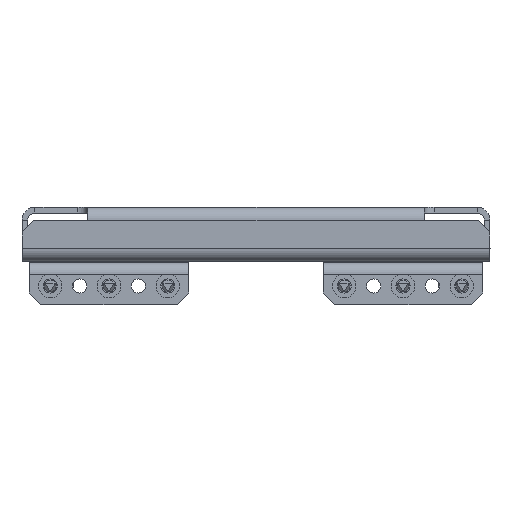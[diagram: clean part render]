
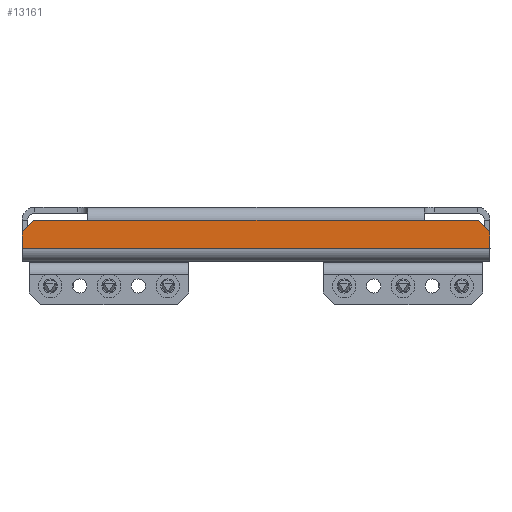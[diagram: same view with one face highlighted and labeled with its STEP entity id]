
A CAD part, left-side view. The second image highlights one B-rep face of the part: STEP entity #13161.
In plain terms, the highlighted planar face has unit normal (-1, 0, 0).
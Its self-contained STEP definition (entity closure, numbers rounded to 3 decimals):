
#17 = CARTESIAN_POINT ( 'NONE',  ( -549.5, 94.5, -3. ) ) ;
#357 = EDGE_CURVE ( 'NONE', #5142, #10126, #12913, .T. ) ;
#450 = ORIENTED_EDGE ( 'NONE', *, *, #8636, .T. ) ;
#590 = DIRECTION ( 'NONE',  ( 1., 0., 0. ) ) ;
#593 = ORIENTED_EDGE ( 'NONE', *, *, #8649, .T. ) ;
#827 = AXIS2_PLACEMENT_3D ( 'NONE', #2763, #590, #6845 ) ;
#971 = VECTOR ( 'NONE', #9838, 1000. ) ;
#976 = EDGE_CURVE ( 'NONE', #10281, #9277, #1180, .T. ) ;
#1180 = LINE ( 'NONE', #4256, #13218 ) ;
#1582 = CARTESIAN_POINT ( 'NONE',  ( -549.5, 71.5, -3. ) ) ;
#1609 = CARTESIAN_POINT ( 'NONE',  ( -549.5, 99.5, 0. ) ) ;
#1862 = DIRECTION ( 'NONE',  ( 0., 0., 1. ) ) ;
#2017 = DIRECTION ( 'NONE',  ( 0., -1., 0. ) ) ;
#2292 = VECTOR ( 'NONE', #12335, 1000. ) ;
#2550 = LINE ( 'NONE', #9934, #971 ) ;
#2763 = CARTESIAN_POINT ( 'NONE',  ( -549.5, 0., 0. ) ) ;
#2995 = VECTOR ( 'NONE', #8837, 1000. ) ;
#3003 = VERTEX_POINT ( 'NONE', #4336 ) ;
#3328 = LINE ( 'NONE', #1582, #2995 ) ;
#3718 = LINE ( 'NONE', #4760, #7470 ) ;
#3827 = VERTEX_POINT ( 'NONE', #10209 ) ;
#4256 = CARTESIAN_POINT ( 'NONE',  ( -549.5, 99.5, -15. ) ) ;
#4336 = CARTESIAN_POINT ( 'NONE',  ( -549.5, -71.5, -3. ) ) ;
#4506 = CARTESIAN_POINT ( 'NONE',  ( -549.5, 99.5, -8. ) ) ;
#4760 = CARTESIAN_POINT ( 'NONE',  ( -549.5, -99.5, -8. ) ) ;
#5062 = DIRECTION ( 'NONE',  ( 0., -1., 0. ) ) ;
#5142 = VERTEX_POINT ( 'NONE', #17 ) ;
#5604 = EDGE_CURVE ( 'NONE', #9277, #3827, #11714, .T. ) ;
#5624 = DIRECTION ( 'NONE',  ( 0., 0.707, 0.707 ) ) ;
#5651 = ORIENTED_EDGE ( 'NONE', *, *, #6204, .T. ) ;
#5684 = EDGE_LOOP ( 'NONE', ( #11648, #593, #10164, #5651, #6375, #7796, #450, #8888 ) ) ;
#6152 = VECTOR ( 'NONE', #11778, 1000. ) ;
#6204 = EDGE_CURVE ( 'NONE', #3003, #10126, #3328, .T. ) ;
#6375 = ORIENTED_EDGE ( 'NONE', *, *, #357, .F. ) ;
#6393 = CARTESIAN_POINT ( 'NONE',  ( -549.5, 71.5, -3. ) ) ;
#6752 = PLANE ( 'NONE',  #827 ) ;
#6845 = DIRECTION ( 'NONE',  ( 0., 0., -1. ) ) ;
#7470 = VECTOR ( 'NONE', #5624, 1000. ) ;
#7796 = ORIENTED_EDGE ( 'NONE', *, *, #9433, .T. ) ;
#7911 = VERTEX_POINT ( 'NONE', #4506 ) ;
#8353 = VECTOR ( 'NONE', #1862, 1000. ) ;
#8534 = LINE ( 'NONE', #11043, #8697 ) ;
#8636 = EDGE_CURVE ( 'NONE', #7911, #10281, #11464, .T. ) ;
#8649 = EDGE_CURVE ( 'NONE', #3827, #9197, #3718, .T. ) ;
#8697 = VECTOR ( 'NONE', #5062, 1000. ) ;
#8837 = DIRECTION ( 'NONE',  ( 0., 1., 0. ) ) ;
#8888 = ORIENTED_EDGE ( 'NONE', *, *, #976, .T. ) ;
#9197 = VERTEX_POINT ( 'NONE', #9533 ) ;
#9277 = VERTEX_POINT ( 'NONE', #9665 ) ;
#9433 = EDGE_CURVE ( 'NONE', #5142, #7911, #2550, .T. ) ;
#9533 = CARTESIAN_POINT ( 'NONE',  ( -549.5, -94.5, -3. ) ) ;
#9613 = EDGE_CURVE ( 'NONE', #3003, #9197, #8534, .T. ) ;
#9665 = CARTESIAN_POINT ( 'NONE',  ( -549.5, -99.5, -15. ) ) ;
#9838 = DIRECTION ( 'NONE',  ( 0., 0.707, -0.707 ) ) ;
#9934 = CARTESIAN_POINT ( 'NONE',  ( -549.5, 94.5, -3. ) ) ;
#10014 = FACE_OUTER_BOUND ( 'NONE', #5684, .T. ) ;
#10126 = VERTEX_POINT ( 'NONE', #6393 ) ;
#10164 = ORIENTED_EDGE ( 'NONE', *, *, #9613, .F. ) ;
#10209 = CARTESIAN_POINT ( 'NONE',  ( -549.5, -99.5, -8. ) ) ;
#10281 = VERTEX_POINT ( 'NONE', #10647 ) ;
#10647 = CARTESIAN_POINT ( 'NONE',  ( -549.5, 99.5, -15. ) ) ;
#10998 = CARTESIAN_POINT ( 'NONE',  ( -549.5, -99.5, 0. ) ) ;
#11043 = CARTESIAN_POINT ( 'NONE',  ( -549.5, -99.5, -3. ) ) ;
#11297 = CARTESIAN_POINT ( 'NONE',  ( -549.5, -99.5, -3. ) ) ;
#11464 = LINE ( 'NONE', #1609, #6152 ) ;
#11648 = ORIENTED_EDGE ( 'NONE', *, *, #5604, .T. ) ;
#11714 = LINE ( 'NONE', #10998, #8353 ) ;
#11778 = DIRECTION ( 'NONE',  ( 0., 0., -1. ) ) ;
#12335 = DIRECTION ( 'NONE',  ( 0., -1., 0. ) ) ;
#12913 = LINE ( 'NONE', #11297, #2292 ) ;
#13161 = ADVANCED_FACE ( 'NONE', ( #10014 ), #6752, .F. ) ;
#13218 = VECTOR ( 'NONE', #2017, 1000. ) ;
